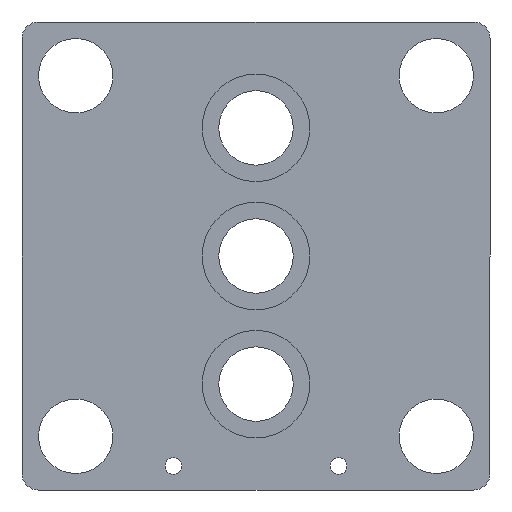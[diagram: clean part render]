
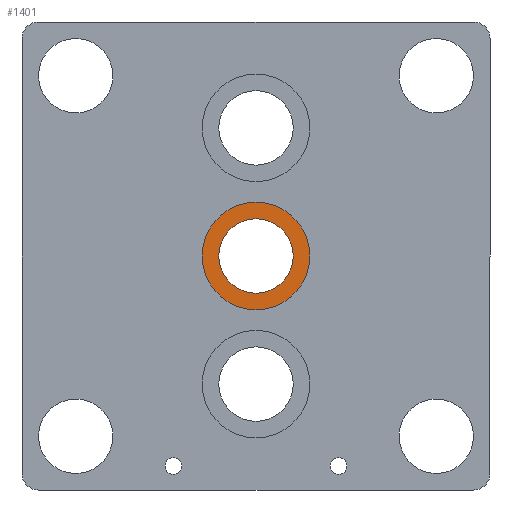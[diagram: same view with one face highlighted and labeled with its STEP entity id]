
A CAD part, front view. The second image highlights one B-rep face of the part: STEP entity #1401.
In plain terms, the highlighted planar face has unit normal (0, -1, 0).
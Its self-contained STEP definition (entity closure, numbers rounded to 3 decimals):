
#30 = FACE_OUTER_BOUND ( 'NONE', #171, .T. ) ;
#38 = DIRECTION ( 'NONE',  ( 0., 0., 1. ) ) ;
#42 = CARTESIAN_POINT ( 'NONE',  ( 0., -0.49, 2.25 ) ) ;
#55 = VERTEX_POINT ( 'NONE', #984 ) ;
#85 = EDGE_CURVE ( 'NONE', #1253, #1061, #428, .T. ) ;
#169 = DIRECTION ( 'NONE',  ( 0., 1., 0. ) ) ;
#170 = AXIS2_PLACEMENT_3D ( 'NONE', #1000, #1014, #794 ) ;
#171 = EDGE_LOOP ( 'NONE', ( #605, #212 ) ) ;
#212 = ORIENTED_EDGE ( 'NONE', *, *, #1120, .F. ) ;
#256 = AXIS2_PLACEMENT_3D ( 'NONE', #1088, #169, #757 ) ;
#260 = AXIS2_PLACEMENT_3D ( 'NONE', #1251, #607, #38 ) ;
#268 = VERTEX_POINT ( 'NONE', #1015 ) ;
#376 = DIRECTION ( 'NONE',  ( 0., 1., 0. ) ) ;
#411 = DIRECTION ( 'NONE',  ( 0., 1., 0. ) ) ;
#428 = CIRCLE ( 'NONE', #256, 2.25 ) ;
#476 = CIRCLE ( 'NONE', #260, 2.25 ) ;
#489 = CARTESIAN_POINT ( 'NONE',  ( 0., -0.49, 0. ) ) ;
#605 = ORIENTED_EDGE ( 'NONE', *, *, #758, .F. ) ;
#607 = DIRECTION ( 'NONE',  ( 0., 1., 0. ) ) ;
#636 = EDGE_CURVE ( 'NONE', #1061, #1253, #476, .T. ) ;
#757 = DIRECTION ( 'NONE',  ( 0., 0., 1. ) ) ;
#758 = EDGE_CURVE ( 'NONE', #55, #268, #1188, .T. ) ;
#764 = CARTESIAN_POINT ( 'NONE',  ( 0., -0.49, 0. ) ) ;
#794 = DIRECTION ( 'NONE',  ( 0., 0., 1. ) ) ;
#816 = EDGE_LOOP ( 'NONE', ( #1245, #1097 ) ) ;
#840 = AXIS2_PLACEMENT_3D ( 'NONE', #489, #376, #967 ) ;
#903 = CARTESIAN_POINT ( 'NONE',  ( 0., -0.49, -2.25 ) ) ;
#967 = DIRECTION ( 'NONE',  ( 0., 0., 1. ) ) ;
#984 = CARTESIAN_POINT ( 'NONE',  ( 0., -0.49, -3.25 ) ) ;
#1000 = CARTESIAN_POINT ( 'NONE',  ( 0., -0.49, 0. ) ) ;
#1014 = DIRECTION ( 'NONE',  ( 0., 1., 0. ) ) ;
#1015 = CARTESIAN_POINT ( 'NONE',  ( 0., -0.49, 3.25 ) ) ;
#1061 = VERTEX_POINT ( 'NONE', #42 ) ;
#1088 = CARTESIAN_POINT ( 'NONE',  ( 0., -0.49, 0. ) ) ;
#1097 = ORIENTED_EDGE ( 'NONE', *, *, #636, .T. ) ;
#1120 = EDGE_CURVE ( 'NONE', #268, #55, #1258, .T. ) ;
#1186 = FACE_BOUND ( 'NONE', #816, .T. ) ;
#1188 = CIRCLE ( 'NONE', #170, 3.25 ) ;
#1213 = AXIS2_PLACEMENT_3D ( 'NONE', #764, #411, #1309 ) ;
#1245 = ORIENTED_EDGE ( 'NONE', *, *, #85, .T. ) ;
#1251 = CARTESIAN_POINT ( 'NONE',  ( 0., -0.49, 0. ) ) ;
#1253 = VERTEX_POINT ( 'NONE', #903 ) ;
#1258 = CIRCLE ( 'NONE', #1213, 3.25 ) ;
#1309 = DIRECTION ( 'NONE',  ( 0., 0., 1. ) ) ;
#1396 = PLANE ( 'NONE',  #840 ) ;
#1401 = ADVANCED_FACE ( 'NONE', ( #30, #1186 ), #1396, .F. ) ;
